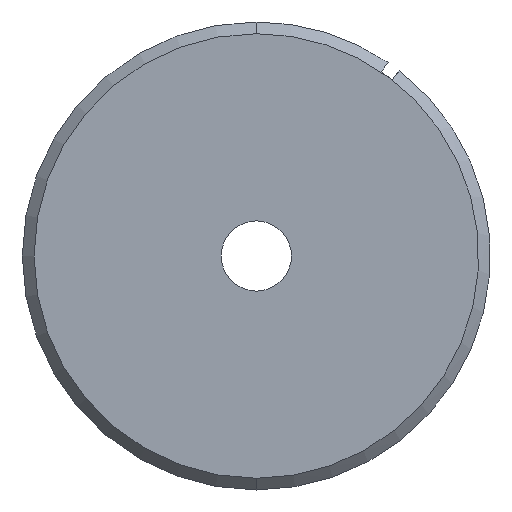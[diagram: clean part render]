
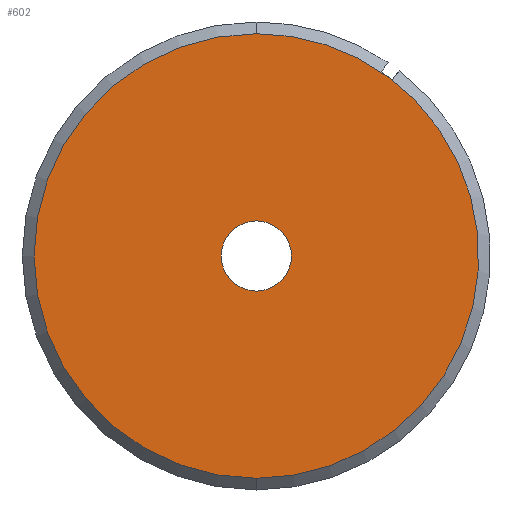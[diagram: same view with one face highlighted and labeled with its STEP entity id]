
A CAD part, left-side view. The second image highlights one B-rep face of the part: STEP entity #602.
In plain terms, the highlighted planar face has unit normal (-1, 0, 0).
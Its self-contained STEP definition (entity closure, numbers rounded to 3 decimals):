
#17 = VERTEX_POINT ( 'NONE', #399 ) ;
#27 = CIRCLE ( 'NONE', #227, 3. ) ;
#40 = DIRECTION ( 'NONE',  ( 0., 0., -1. ) ) ;
#49 = PLANE ( 'NONE',  #503 ) ;
#78 = CARTESIAN_POINT ( 'NONE',  ( 0., 0., 19. ) ) ;
#92 = CIRCLE ( 'NONE', #423, 19. ) ;
#116 = AXIS2_PLACEMENT_3D ( 'NONE', #398, #137, #287 ) ;
#118 = FACE_BOUND ( 'NONE', #198, .T. ) ;
#128 = VERTEX_POINT ( 'NONE', #78 ) ;
#130 = CARTESIAN_POINT ( 'NONE',  ( 0., 0., 0. ) ) ;
#137 = DIRECTION ( 'NONE',  ( 1., 0., 0. ) ) ;
#141 = VERTEX_POINT ( 'NONE', #522 ) ;
#146 = CARTESIAN_POINT ( 'NONE',  ( 0., 0., 0. ) ) ;
#148 = CIRCLE ( 'NONE', #461, 19. ) ;
#170 = CARTESIAN_POINT ( 'NONE',  ( 0., 0., 0. ) ) ;
#173 = CARTESIAN_POINT ( 'NONE',  ( 0., 0., -19. ) ) ;
#185 = DIRECTION ( 'NONE',  ( -1., 0., 0. ) ) ;
#187 = ORIENTED_EDGE ( 'NONE', *, *, #277, .T. ) ;
#198 = EDGE_LOOP ( 'NONE', ( #594, #501 ) ) ;
#215 = DIRECTION ( 'NONE',  ( -1., 0., 0. ) ) ;
#223 = DIRECTION ( 'NONE',  ( 1., 0., 0. ) ) ;
#227 = AXIS2_PLACEMENT_3D ( 'NONE', #170, #223, #564 ) ;
#229 = EDGE_CURVE ( 'NONE', #17, #369, #467, .T. ) ;
#239 = CARTESIAN_POINT ( 'NONE',  ( 0., 0., 3. ) ) ;
#277 = EDGE_CURVE ( 'NONE', #128, #570, #92, .T. ) ;
#287 = DIRECTION ( 'NONE',  ( 0., 0., 1. ) ) ;
#306 = AXIS2_PLACEMENT_3D ( 'NONE', #130, #433, #523 ) ;
#329 = EDGE_CURVE ( 'NONE', #369, #17, #27, .T. ) ;
#356 = EDGE_CURVE ( 'NONE', #570, #141, #459, .T. ) ;
#369 = VERTEX_POINT ( 'NONE', #239 ) ;
#398 = CARTESIAN_POINT ( 'NONE',  ( 0., 0., 0. ) ) ;
#399 = CARTESIAN_POINT ( 'NONE',  ( 0., 0., -3. ) ) ;
#415 = ORIENTED_EDGE ( 'NONE', *, *, #463, .T. ) ;
#423 = AXIS2_PLACEMENT_3D ( 'NONE', #556, #215, #426 ) ;
#426 = DIRECTION ( 'NONE',  ( 0., 0., -1. ) ) ;
#433 = DIRECTION ( 'NONE',  ( -1., 0., 0. ) ) ;
#459 = CIRCLE ( 'NONE', #306, 19. ) ;
#461 = AXIS2_PLACEMENT_3D ( 'NONE', #146, #185, #40 ) ;
#462 = CARTESIAN_POINT ( 'NONE',  ( 0., -26.539, 4.203 ) ) ;
#463 = EDGE_CURVE ( 'NONE', #141, #128, #148, .T. ) ;
#467 = CIRCLE ( 'NONE', #116, 3. ) ;
#496 = EDGE_LOOP ( 'NONE', ( #415, #187, #607 ) ) ;
#501 = ORIENTED_EDGE ( 'NONE', *, *, #229, .T. ) ;
#503 = AXIS2_PLACEMENT_3D ( 'NONE', #462, #601, #511 ) ;
#511 = DIRECTION ( 'NONE',  ( 0., 0.809, 0.588 ) ) ;
#522 = CARTESIAN_POINT ( 'NONE',  ( 0., -11.168, 15.371 ) ) ;
#523 = DIRECTION ( 'NONE',  ( 0., 0., -1. ) ) ;
#556 = CARTESIAN_POINT ( 'NONE',  ( 0., 0., 0. ) ) ;
#564 = DIRECTION ( 'NONE',  ( 0., 0., 1. ) ) ;
#570 = VERTEX_POINT ( 'NONE', #173 ) ;
#594 = ORIENTED_EDGE ( 'NONE', *, *, #329, .T. ) ;
#601 = DIRECTION ( 'NONE',  ( -1., 0., 0. ) ) ;
#602 = ADVANCED_FACE ( 'NONE', ( #118, #628 ), #49, .T. ) ;
#607 = ORIENTED_EDGE ( 'NONE', *, *, #356, .T. ) ;
#628 = FACE_OUTER_BOUND ( 'NONE', #496, .T. ) ;
